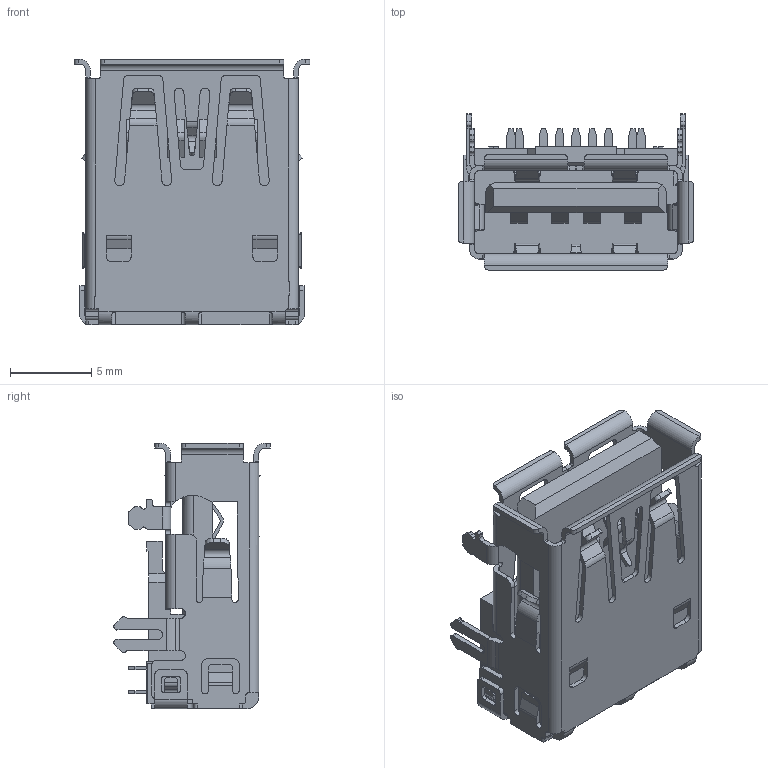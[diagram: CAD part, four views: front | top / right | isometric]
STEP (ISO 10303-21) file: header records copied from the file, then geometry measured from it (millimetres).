
FILE_DESCRIPTION((''),'2;1');
FILE_NAME('483920003','2013-12-03T',('me'),(''),'PRO/ENGINEER BY PARAMETRIC TECHNOLOGY CORPORATION, 2011490','PRO/ENGINEER BY PARAMETRIC TECHNOLOGY CORPORATION, 2011490','');
FILE_SCHEMA(('CONFIG_CONTROL_DESIGN'));
Length unit declared in the file: millimetre
Products named in the file (1): 483920003
Bounding box: 14.5 x 9.62 x 16.35 mm (x, y, z)
Volume: 845.9 mm3; surface area: 1569.3 mm2
Topology: 1 solids, 1 shells, 780 faces, 2220 edges, 1450 vertices
Faces by surface type: plane 474, cylinder 277, bspline 29
Entity records: 26270 total; most frequent: CARTESIAN_POINT 5740, ORIENTED_EDGE 4372, DIRECTION 4134, EDGE_CURVE 2186, VECTOR 1614, LINE 1614, VERTEX_POINT 1416, AXIS2_PLACEMENT_3D 1260
